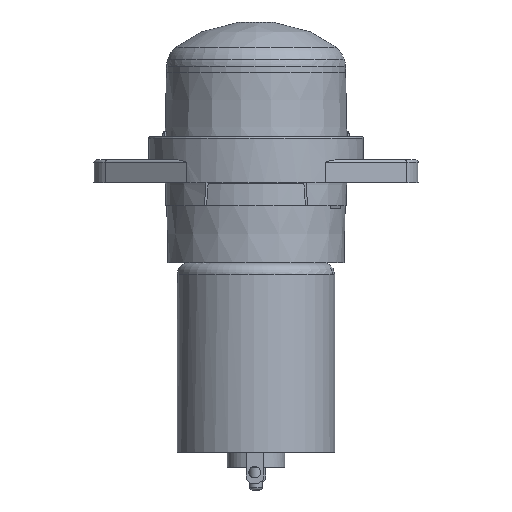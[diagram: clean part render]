
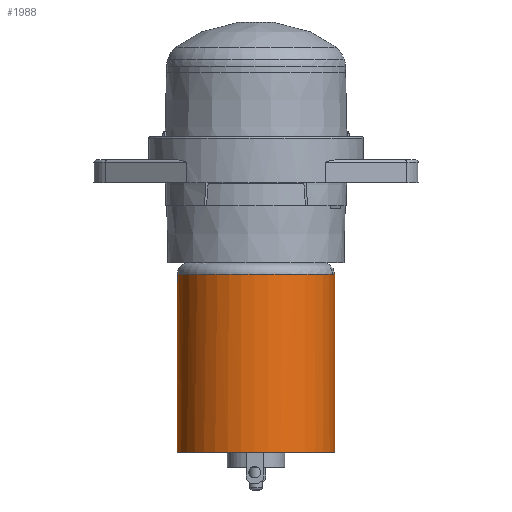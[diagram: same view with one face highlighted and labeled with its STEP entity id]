
A CAD part, left-side view. The second image highlights one B-rep face of the part: STEP entity #1988.
In plain terms, the highlighted cylindrical face has radius 13.75 mm (diameter 27.5 mm), a full revolution.
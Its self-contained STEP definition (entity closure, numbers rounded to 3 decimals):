
#624=CYLINDRICAL_SURFACE('',#11480,13.75);
#836=CIRCLE('',#11463,13.75);
#843=CIRCLE('',#11479,13.75);
#1515=FACE_BOUND('',#3427,.T.);
#1516=FACE_BOUND('',#3428,.T.);
#1988=ADVANCED_FACE('',(#1515,#1516),#624,.T.);
#3427=EDGE_LOOP('',(#4599));
#3428=EDGE_LOOP('',(#4600));
#4599=ORIENTED_EDGE('',*,*,#8718,.T.);
#4600=ORIENTED_EDGE('',*,*,#8711,.T.);
#7586=VERTEX_POINT('',#19068);
#7593=VERTEX_POINT('',#19091);
#8711=EDGE_CURVE('',#7586,#7586,#836,.T.);
#8718=EDGE_CURVE('',#7593,#7593,#843,.T.);
#11463=AXIS2_PLACEMENT_3D('',#19067,#12976,#12977);
#11479=AXIS2_PLACEMENT_3D('',#19090,#13008,#13009);
#11480=AXIS2_PLACEMENT_3D('',#19092,#13010,#13011);
#12976=DIRECTION('',(0.,0.,1.));
#12977=DIRECTION('',(-1.,0.02,0.));
#13008=DIRECTION('',(0.,0.,-1.));
#13009=DIRECTION('',(0.262,0.965,0.));
#13010=DIRECTION('',(0.,0.,1.));
#13011=DIRECTION('',(-1.,0.02,0.));
#19067=CARTESIAN_POINT('',(357.945,563.193,-68.503));
#19068=CARTESIAN_POINT('',(344.198,563.47,-68.503));
#19090=CARTESIAN_POINT('',(357.945,563.193,-37.503));
#19091=CARTESIAN_POINT('',(361.546,576.464,-37.503));
#19092=CARTESIAN_POINT('',(357.945,563.193,-68.003));
